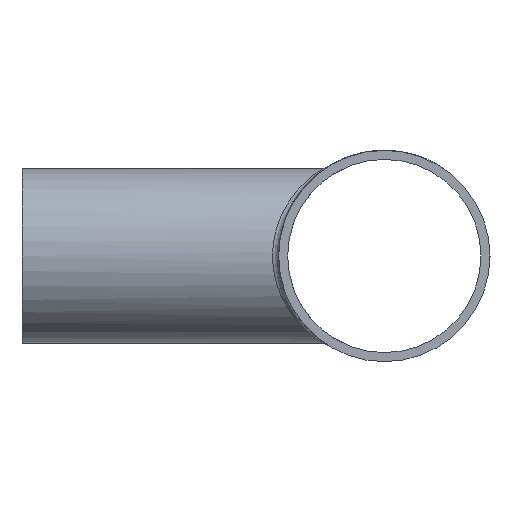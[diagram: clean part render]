
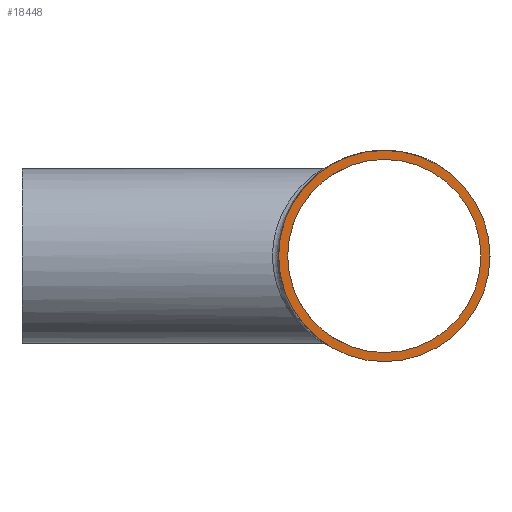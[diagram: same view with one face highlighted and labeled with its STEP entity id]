
A CAD part, left-side view. The second image highlights one B-rep face of the part: STEP entity #18448.
In plain terms, the highlighted planar face has unit normal (-1, 0, 0).
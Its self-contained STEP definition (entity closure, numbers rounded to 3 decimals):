
#362 = EDGE_LOOP ( 'NONE', ( #10082 ) ) ;
#474 = VERTEX_POINT ( 'NONE', #9370 ) ;
#1680 = PLANE ( 'NONE',  #14015 ) ;
#3258 = AXIS2_PLACEMENT_3D ( 'NONE', #19052, #3794, #11601 ) ;
#3794 = DIRECTION ( 'NONE',  ( -1., 0., 0. ) ) ;
#4488 = DIRECTION ( 'NONE',  ( -1., 0., 0. ) ) ;
#4551 = FACE_BOUND ( 'NONE', #362, .T. ) ;
#7566 = DIRECTION ( 'NONE',  ( 0., 0., 1. ) ) ;
#7984 = VERTEX_POINT ( 'NONE', #13923 ) ;
#8803 = CARTESIAN_POINT ( 'NONE',  ( -60., 0., 0. ) ) ;
#9091 = DIRECTION ( 'NONE',  ( -1., 0., 0. ) ) ;
#9370 = CARTESIAN_POINT ( 'NONE',  ( -60., 0., 17.5 ) ) ;
#10082 = ORIENTED_EDGE ( 'NONE', *, *, #12066, .F. ) ;
#10369 = DIRECTION ( 'NONE',  ( 0., 0., 1. ) ) ;
#10503 = CARTESIAN_POINT ( 'NONE',  ( -60., 0., 0. ) ) ;
#11601 = DIRECTION ( 'NONE',  ( 0., 0., 1. ) ) ;
#11843 = CIRCLE ( 'NONE', #17233, 16. ) ;
#12066 = EDGE_CURVE ( 'NONE', #7984, #7984, #11843, .T. ) ;
#13923 = CARTESIAN_POINT ( 'NONE',  ( -60., 0., 16. ) ) ;
#14015 = AXIS2_PLACEMENT_3D ( 'NONE', #8803, #9091, #10369 ) ;
#14976 = EDGE_CURVE ( 'NONE', #474, #474, #18157, .T. ) ;
#15241 = FACE_OUTER_BOUND ( 'NONE', #15705, .T. ) ;
#15705 = EDGE_LOOP ( 'NONE', ( #17975 ) ) ;
#17233 = AXIS2_PLACEMENT_3D ( 'NONE', #10503, #4488, #7566 ) ;
#17975 = ORIENTED_EDGE ( 'NONE', *, *, #14976, .T. ) ;
#18157 = CIRCLE ( 'NONE', #3258, 17.5 ) ;
#18448 = ADVANCED_FACE ( 'NONE', ( #4551, #15241 ), #1680, .T. ) ;
#19052 = CARTESIAN_POINT ( 'NONE',  ( -60., 0., 0. ) ) ;
